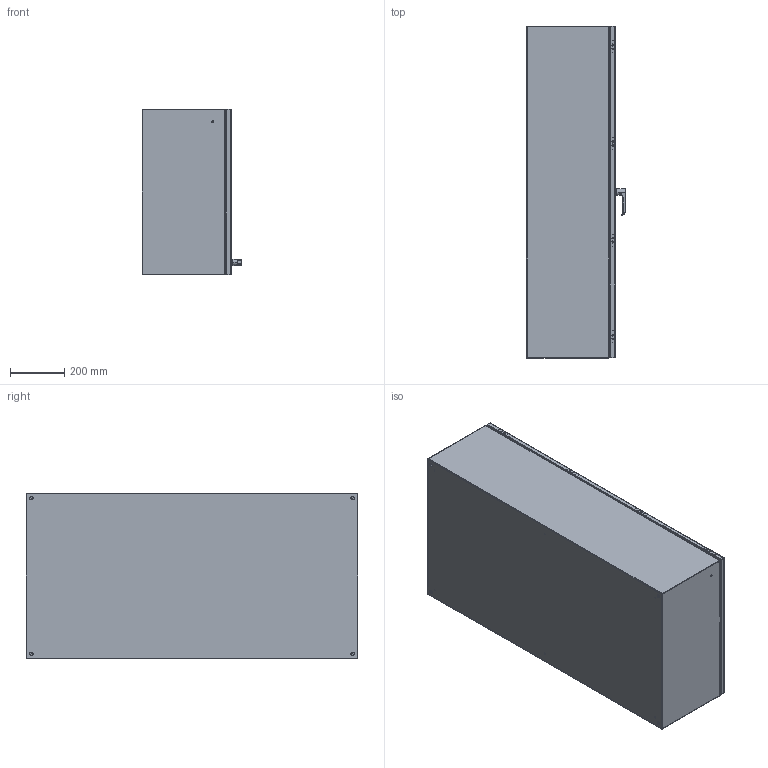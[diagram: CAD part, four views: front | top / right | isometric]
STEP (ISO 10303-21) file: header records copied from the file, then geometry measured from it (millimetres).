
FILE_DESCRIPTION (( 'STEP AP214' ), '1' );
FILE_NAME ('EN4SD482412LG.STEP', '2019-10-10T13:46:12', ( '' ), ( '' ), 'SwSTEP 2.0', 'SolidWorks 2018', '' );
FILE_SCHEMA (( 'AUTOMOTIVE_DESIGN' ));
Length unit declared in the file: inch
Products named in the file (1): EN4SD482412LG
Bounding box: 364.92 x 1219.2 x 609.6 mm (x, y, z)
Volume: 5571702.8 mm3; surface area: 6094804.8 mm2
Topology: 55 solids, 56 shells, 1443 faces, 3385 edges, 2109 vertices
Faces by surface type: plane 632, cylinder 532, bspline 186, torus 48, cone 45
Entity records: 97485 total; most frequent: CARTESIAN_POINT 46167, ORIENTED_EDGE 6716, DIRECTION 6361, EDGE_CURVE 3358, AXIS2_PLACEMENT_3D 2306, VERTEX_POINT 2109, LINE 1749, VECTOR 1749
